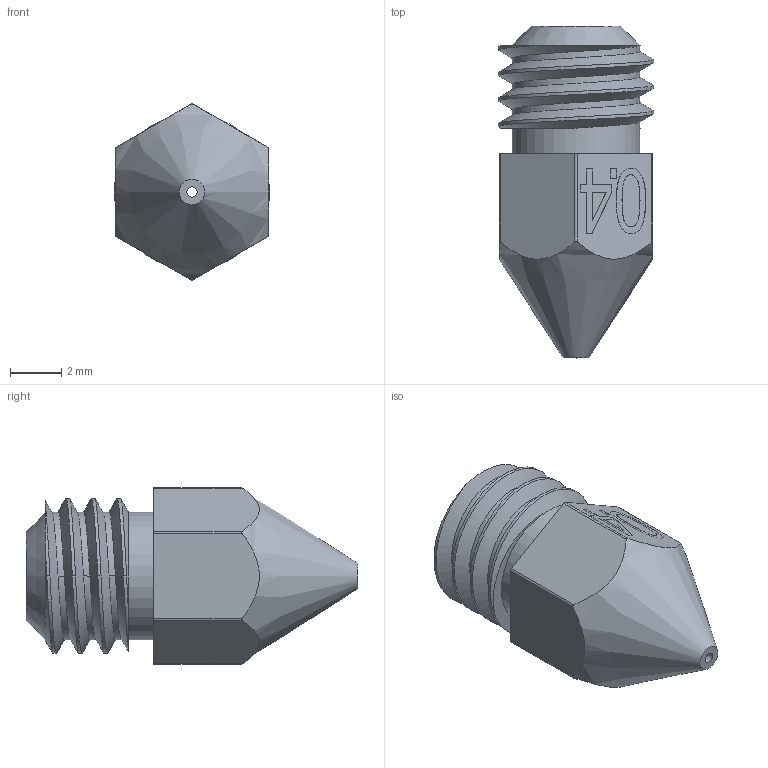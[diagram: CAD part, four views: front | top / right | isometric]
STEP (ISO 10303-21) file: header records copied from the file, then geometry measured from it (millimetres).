
FILE_DESCRIPTION(/* description */ ('STEP AP214'),/* implementation_level */ '2;1');
FILE_NAME(/* name */ '00_mk8_nozzle_0.4STEP.ipt.step',/* time_stamp */ '2022-11-29T07:45:39+01:00',/* author */ (''),/* organization */ (''),/* preprocessor_version */ 'ST-DEVELOPER v18.1',/* originating_system */ 'Autodesk Inventor 2022',/* authorisation */ '');
FILE_SCHEMA (('AUTOMOTIVE_DESIGN { 1 0 10303 214 3 1 1 }'));
Length unit declared in the file: millimetre
Products named in the file (1): 00_mk8_nozzle_0.4STEP
Bounding box: 6.08 x 13 x 6.9 mm (x, y, z)
Volume: 256.6 mm3; surface area: 342 mm2
Topology: 1 solids, 1 shells, 66 faces, 172 edges, 114 vertices
Faces by surface type: plane 34, cylinder 17, bspline 11, cone 4
Full cylindrical faces by diameter (mm): 0.4 x1, 1.499 x1, 5 x3, 6.083 x3
Entity records: 3240 total; most frequent: CARTESIAN_POINT 1690, ORIENTED_EDGE 344, DIRECTION 255, EDGE_CURVE 172, VERTEX_POINT 114, LINE 95, VECTOR 95, AXIS2_PLACEMENT_3D 80
